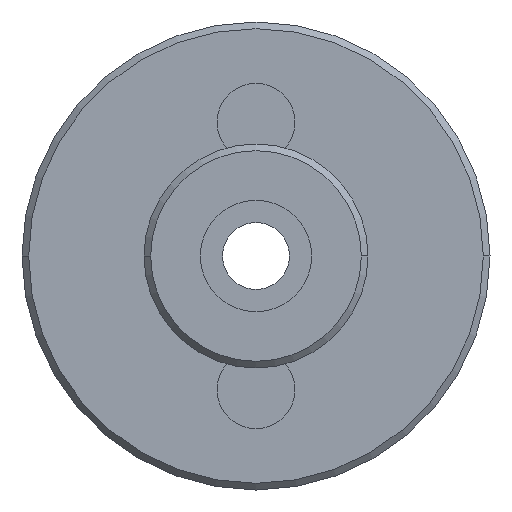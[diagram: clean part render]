
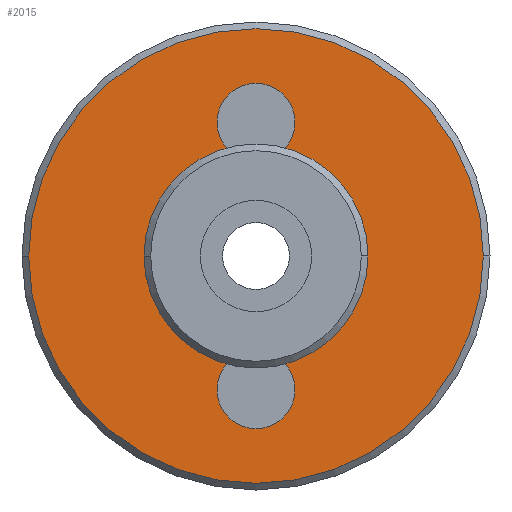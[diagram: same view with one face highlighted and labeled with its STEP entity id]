
A CAD part, front view. The second image highlights one B-rep face of the part: STEP entity #2015.
In plain terms, the highlighted planar face has unit normal (0, -1, 0).
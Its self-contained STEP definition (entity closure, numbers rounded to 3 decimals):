
#406 = CIRCLE ( 'NONE', #2683, 1.75 ) ;
#515 = CARTESIAN_POINT ( 'NONE',  ( -3.75, 8., 0. ) ) ;
#549 = CARTESIAN_POINT ( 'NONE',  ( -10.2, 8., 0. ) ) ;
#550 = CARTESIAN_POINT ( 'NONE',  ( 10.2, 8., 0. ) ) ;
#554 = CARTESIAN_POINT ( 'NONE',  ( -1.75, 8., -6. ) ) ;
#566 = CARTESIAN_POINT ( 'NONE',  ( 1.75, 8., 6. ) ) ;
#590 = CARTESIAN_POINT ( 'NONE',  ( 3.75, 8., 0. ) ) ;
#593 = CARTESIAN_POINT ( 'NONE',  ( -1.75, 8., 6. ) ) ;
#634 = EDGE_LOOP ( 'NONE', ( #777, #848 ) ) ;
#646 = EDGE_LOOP ( 'NONE', ( #1055, #1174 ) ) ;
#648 = EDGE_LOOP ( 'NONE', ( #891, #860 ) ) ;
#661 = EDGE_LOOP ( 'NONE', ( #1061, #1111 ) ) ;
#777 = ORIENTED_EDGE ( 'NONE', *, *, #1347, .F. ) ;
#848 = ORIENTED_EDGE ( 'NONE', *, *, #1398, .F. ) ;
#860 = ORIENTED_EDGE ( 'NONE', *, *, #1410, .T. ) ;
#891 = ORIENTED_EDGE ( 'NONE', *, *, #1397, .T. ) ;
#946 = CIRCLE ( 'NONE', #2670, 10.2 ) ;
#1012 = CIRCLE ( 'NONE', #2632, 3.75 ) ;
#1041 = CIRCLE ( 'NONE', #2658, 1.75 ) ;
#1050 = CIRCLE ( 'NONE', #2672, 1.75 ) ;
#1055 = ORIENTED_EDGE ( 'NONE', *, *, #1394, .T. ) ;
#1061 = ORIENTED_EDGE ( 'NONE', *, *, #1395, .T. ) ;
#1096 = CIRCLE ( 'NONE', #2661, 3.75 ) ;
#1111 = ORIENTED_EDGE ( 'NONE', *, *, #1413, .T. ) ;
#1124 = CIRCLE ( 'NONE', #2660, 10.2 ) ;
#1130 = CIRCLE ( 'NONE', #2659, 1.75 ) ;
#1174 = ORIENTED_EDGE ( 'NONE', *, *, #1441, .T. ) ;
#1347 = EDGE_CURVE ( 'NONE', #4878, #4698, #1012, .T. ) ;
#1394 = EDGE_CURVE ( 'NONE', #4822, #4804, #1041, .T. ) ;
#1395 = EDGE_CURVE ( 'NONE', #4740, #4626, #1130, .T. ) ;
#1397 = EDGE_CURVE ( 'NONE', #4722, #4854, #1124, .T. ) ;
#1398 = EDGE_CURVE ( 'NONE', #4698, #4878, #1096, .T. ) ;
#1410 = EDGE_CURVE ( 'NONE', #4854, #4722, #946, .T. ) ;
#1413 = EDGE_CURVE ( 'NONE', #4626, #4740, #1050, .T. ) ;
#1441 = EDGE_CURVE ( 'NONE', #4804, #4822, #406, .T. ) ;
#2015 = ADVANCED_FACE ( 'NONE', ( #5658, #5671, #5586, #5672 ), #4958, .F. ) ;
#2295 = DIRECTION ( 'NONE',  ( 1., 0., 0. ) ) ;
#2319 = DIRECTION ( 'NONE',  ( 0., -1., 0. ) ) ;
#2505 = CARTESIAN_POINT ( 'NONE',  ( 0., 8., 0. ) ) ;
#2632 = AXIS2_PLACEMENT_3D ( 'NONE', #2505, #2319, #2295 ) ;
#2658 = AXIS2_PLACEMENT_3D ( 'NONE', #3745, #3659, #3660 ) ;
#2659 = AXIS2_PLACEMENT_3D ( 'NONE', #3662, #3664, #3666 ) ;
#2660 = AXIS2_PLACEMENT_3D ( 'NONE', #3676, #3677, #3678 ) ;
#2661 = AXIS2_PLACEMENT_3D ( 'NONE', #3673, #3674, #3675 ) ;
#2670 = AXIS2_PLACEMENT_3D ( 'NONE', #3726, #3729, #3731 ) ;
#2672 = AXIS2_PLACEMENT_3D ( 'NONE', #3588, #3736, #3748 ) ;
#2683 = AXIS2_PLACEMENT_3D ( 'NONE', #3740, #3835, #3769 ) ;
#3588 = CARTESIAN_POINT ( 'NONE',  ( 0., 8., -6. ) ) ;
#3659 = DIRECTION ( 'NONE',  ( 0., 1., 0. ) ) ;
#3660 = DIRECTION ( 'NONE',  ( -1., 0., 0. ) ) ;
#3662 = CARTESIAN_POINT ( 'NONE',  ( 0., 8., -6. ) ) ;
#3664 = DIRECTION ( 'NONE',  ( 0., 1., 0. ) ) ;
#3666 = DIRECTION ( 'NONE',  ( -1., 0., 0. ) ) ;
#3673 = CARTESIAN_POINT ( 'NONE',  ( 0., 8., 0. ) ) ;
#3674 = DIRECTION ( 'NONE',  ( 0., -1., 0. ) ) ;
#3675 = DIRECTION ( 'NONE',  ( 1., 0., 0. ) ) ;
#3676 = CARTESIAN_POINT ( 'NONE',  ( 0., 8., 0. ) ) ;
#3677 = DIRECTION ( 'NONE',  ( 0., -1., 0. ) ) ;
#3678 = DIRECTION ( 'NONE',  ( -1., 0., 0. ) ) ;
#3726 = CARTESIAN_POINT ( 'NONE',  ( 0., 8., 0. ) ) ;
#3729 = DIRECTION ( 'NONE',  ( 0., -1., 0. ) ) ;
#3731 = DIRECTION ( 'NONE',  ( -1., 0., 0. ) ) ;
#3736 = DIRECTION ( 'NONE',  ( 0., 1., 0. ) ) ;
#3740 = CARTESIAN_POINT ( 'NONE',  ( 0., 8., 6. ) ) ;
#3745 = CARTESIAN_POINT ( 'NONE',  ( 0., 8., 6. ) ) ;
#3748 = DIRECTION ( 'NONE',  ( -1., 0., 0. ) ) ;
#3769 = DIRECTION ( 'NONE',  ( -1., 0., 0. ) ) ;
#3835 = DIRECTION ( 'NONE',  ( 0., 1., 0. ) ) ;
#4358 = AXIS2_PLACEMENT_3D ( 'NONE', #4926, #4938, #4901 ) ;
#4532 = CARTESIAN_POINT ( 'NONE',  ( 1.75, 8., -6. ) ) ;
#4626 = VERTEX_POINT ( 'NONE', #4532 ) ;
#4698 = VERTEX_POINT ( 'NONE', #515 ) ;
#4722 = VERTEX_POINT ( 'NONE', #549 ) ;
#4740 = VERTEX_POINT ( 'NONE', #554 ) ;
#4804 = VERTEX_POINT ( 'NONE', #566 ) ;
#4822 = VERTEX_POINT ( 'NONE', #593 ) ;
#4854 = VERTEX_POINT ( 'NONE', #550 ) ;
#4878 = VERTEX_POINT ( 'NONE', #590 ) ;
#4901 = DIRECTION ( 'NONE',  ( -1., 0., 0. ) ) ;
#4926 = CARTESIAN_POINT ( 'NONE',  ( 0., 8., -3.75 ) ) ;
#4938 = DIRECTION ( 'NONE',  ( 0., 1., 0. ) ) ;
#4958 = PLANE ( 'NONE',  #4358 ) ;
#5586 = FACE_OUTER_BOUND ( 'NONE', #648, .T. ) ;
#5658 = FACE_BOUND ( 'NONE', #646, .T. ) ;
#5671 = FACE_BOUND ( 'NONE', #661, .T. ) ;
#5672 = FACE_BOUND ( 'NONE', #634, .T. ) ;
